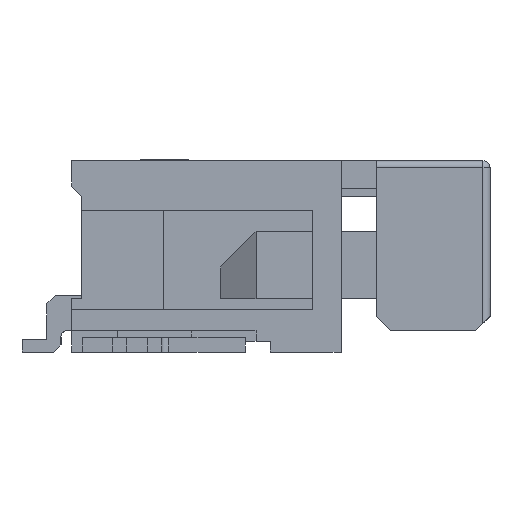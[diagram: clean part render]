
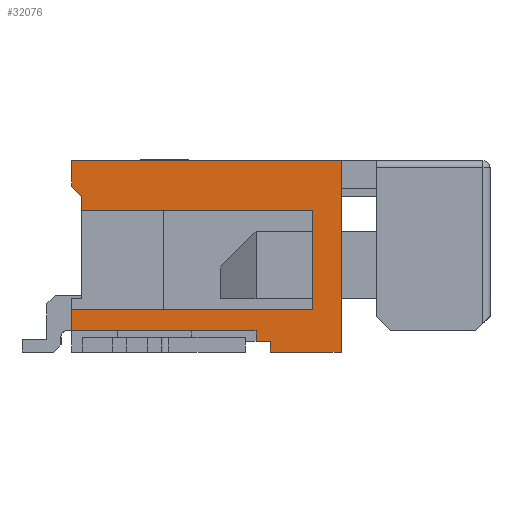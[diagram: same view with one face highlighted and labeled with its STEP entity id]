
A CAD part, left-side view. The second image highlights one B-rep face of the part: STEP entity #32076.
In plain terms, the highlighted planar face has unit normal (-1, 0, 0).
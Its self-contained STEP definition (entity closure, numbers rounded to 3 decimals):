
#2353 = CARTESIAN_POINT ( 'NONE',  ( -9.5, -0.2, 0.15 ) ) ;
#2752 = DIRECTION ( 'NONE',  ( 0., 0., -1. ) ) ;
#3445 = VECTOR ( 'NONE', #70374, 1000. ) ;
#4231 = ORIENTED_EDGE ( 'NONE', *, *, #9678, .T. ) ;
#7056 = CARTESIAN_POINT ( 'NONE',  ( -9.5, 2.6, 0.6 ) ) ;
#7450 = CARTESIAN_POINT ( 'NONE',  ( -9.5, 2.6, 2.7 ) ) ;
#9024 = VERTEX_POINT ( 'NONE', #79047 ) ;
#9678 = EDGE_CURVE ( 'NONE', #45795, #58813, #15709, .T. ) ;
#10132 = DIRECTION ( 'NONE',  ( 0., -1., 0. ) ) ;
#11027 = DIRECTION ( 'NONE',  ( 0., 1., 0. ) ) ;
#11714 = LINE ( 'NONE', #80085, #15788 ) ;
#14643 = CARTESIAN_POINT ( 'NONE',  ( -9.5, -1.2, 0. ) ) ;
#15076 = ORIENTED_EDGE ( 'NONE', *, *, #70191, .T. ) ;
#15709 = LINE ( 'NONE', #23655, #45667 ) ;
#15788 = VECTOR ( 'NONE', #74006, 1000. ) ;
#17509 = LINE ( 'NONE', #59996, #69592 ) ;
#18960 = CARTESIAN_POINT ( 'NONE',  ( -9.5, 0., 0.3 ) ) ;
#21009 = EDGE_CURVE ( 'NONE', #9024, #75309, #11714, .T. ) ;
#21082 = EDGE_LOOP ( 'NONE', ( #22311, #4231, #32596, #26974, #47869, #60191, #15076, #33043, #72594, #64646, #74434, #64650, #34331, #43802 ) ) ;
#21359 = VECTOR ( 'NONE', #77703, 1000. ) ;
#21478 = CARTESIAN_POINT ( 'NONE',  ( -9.5, 2.6, 0.3 ) ) ;
#21798 = DIRECTION ( 'NONE',  ( 0., -1., 0. ) ) ;
#22265 = LINE ( 'NONE', #46915, #39205 ) ;
#22311 = ORIENTED_EDGE ( 'NONE', *, *, #79862, .T. ) ;
#23077 = LINE ( 'NONE', #66339, #21359 ) ;
#23655 = CARTESIAN_POINT ( 'NONE',  ( -9.5, 0., 0.15 ) ) ;
#24128 = DIRECTION ( 'NONE',  ( 0., -1., 0. ) ) ;
#24796 = VERTEX_POINT ( 'NONE', #14643 ) ;
#25694 = VERTEX_POINT ( 'NONE', #34163 ) ;
#26974 = ORIENTED_EDGE ( 'NONE', *, *, #63576, .F. ) ;
#27164 = PLANE ( 'NONE',  #34102 ) ;
#27482 = CARTESIAN_POINT ( 'NONE',  ( -9.5, 0., 2.7 ) ) ;
#27760 = VERTEX_POINT ( 'NONE', #49789 ) ;
#29753 = EDGE_CURVE ( 'NONE', #42204, #51656, #40383, .T. ) ;
#30303 = DIRECTION ( 'NONE',  ( 0., 1., 0. ) ) ;
#30873 = VECTOR ( 'NONE', #11027, 1000. ) ;
#32076 = ADVANCED_FACE ( 'NONE', ( #46567 ), #27164, .T. ) ;
#32596 = ORIENTED_EDGE ( 'NONE', *, *, #47989, .F. ) ;
#33043 = ORIENTED_EDGE ( 'NONE', *, *, #21009, .T. ) ;
#33911 = LINE ( 'NONE', #65907, #71977 ) ;
#34102 = AXIS2_PLACEMENT_3D ( 'NONE', #70450, #46938, #10132 ) ;
#34163 = CARTESIAN_POINT ( 'NONE',  ( -9.5, -0.2, 0. ) ) ;
#34331 = ORIENTED_EDGE ( 'NONE', *, *, #70789, .T. ) ;
#34682 = VERTEX_POINT ( 'NONE', #37340 ) ;
#35297 = LINE ( 'NONE', #47057, #40357 ) ;
#37017 = LINE ( 'NONE', #7056, #77679 ) ;
#37139 = VECTOR ( 'NONE', #37622, 1000. ) ;
#37340 = CARTESIAN_POINT ( 'NONE',  ( -9.5, 0., 0.3 ) ) ;
#37622 = DIRECTION ( 'NONE',  ( 0., 0., 1. ) ) ;
#38678 = EDGE_CURVE ( 'NONE', #42204, #24796, #51309, .T. ) ;
#39205 = VECTOR ( 'NONE', #65160, 1000. ) ;
#39751 = CARTESIAN_POINT ( 'NONE',  ( -9.5, -0.8, 0.6 ) ) ;
#40357 = VECTOR ( 'NONE', #71749, 1000. ) ;
#40383 = LINE ( 'NONE', #27482, #74696 ) ;
#40817 = DIRECTION ( 'NONE',  ( 0., 0., 1. ) ) ;
#42194 = LINE ( 'NONE', #78596, #30873 ) ;
#42204 = VERTEX_POINT ( 'NONE', #74048 ) ;
#43802 = ORIENTED_EDGE ( 'NONE', *, *, #53979, .F. ) ;
#44510 = EDGE_CURVE ( 'NONE', #70663, #27760, #42194, .T. ) ;
#44636 = VECTOR ( 'NONE', #30303, 1000. ) ;
#45667 = VECTOR ( 'NONE', #21798, 1000. ) ;
#45795 = VERTEX_POINT ( 'NONE', #54054 ) ;
#46567 = FACE_OUTER_BOUND ( 'NONE', #21082, .T. ) ;
#46915 = CARTESIAN_POINT ( 'NONE',  ( -9.5, 2.6, 0. ) ) ;
#46938 = DIRECTION ( 'NONE',  ( -1., 0., 0. ) ) ;
#47057 = CARTESIAN_POINT ( 'NONE',  ( -9.5, 0., 0. ) ) ;
#47869 = ORIENTED_EDGE ( 'NONE', *, *, #38678, .F. ) ;
#47936 = EDGE_CURVE ( 'NONE', #75309, #27760, #50542, .T. ) ;
#47989 = EDGE_CURVE ( 'NONE', #25694, #58813, #33911, .T. ) ;
#48582 = EDGE_CURVE ( 'NONE', #60320, #70663, #69196, .T. ) ;
#49467 = VECTOR ( 'NONE', #2752, 1000. ) ;
#49695 = LINE ( 'NONE', #18960, #44636 ) ;
#49789 = CARTESIAN_POINT ( 'NONE',  ( -9.5, 2.459, 2. ) ) ;
#50542 = LINE ( 'NONE', #57829, #3445 ) ;
#51309 = LINE ( 'NONE', #76005, #49467 ) ;
#51656 = VERTEX_POINT ( 'NONE', #7450 ) ;
#53979 = EDGE_CURVE ( 'NONE', #34682, #55614, #49695, .T. ) ;
#54054 = CARTESIAN_POINT ( 'NONE',  ( -9.5, 0., 0.15 ) ) ;
#55614 = VERTEX_POINT ( 'NONE', #21478 ) ;
#55854 = CARTESIAN_POINT ( 'NONE',  ( -9.5, -0.8, 0.6 ) ) ;
#55945 = CARTESIAN_POINT ( 'NONE',  ( -9.5, 2.459, 2.2 ) ) ;
#57829 = CARTESIAN_POINT ( 'NONE',  ( -9.5, 2.459, 0. ) ) ;
#58813 = VERTEX_POINT ( 'NONE', #2353 ) ;
#59996 = CARTESIAN_POINT ( 'NONE',  ( -9.5, 0., 0.3 ) ) ;
#60191 = ORIENTED_EDGE ( 'NONE', *, *, #29753, .T. ) ;
#60320 = VERTEX_POINT ( 'NONE', #39751 ) ;
#63576 = EDGE_CURVE ( 'NONE', #24796, #25694, #35297, .T. ) ;
#64646 = ORIENTED_EDGE ( 'NONE', *, *, #44510, .F. ) ;
#64650 = ORIENTED_EDGE ( 'NONE', *, *, #73858, .F. ) ;
#65160 = DIRECTION ( 'NONE',  ( 0., 0., -1. ) ) ;
#65303 = DIRECTION ( 'NONE',  ( 0., 0., -1. ) ) ;
#65533 = VERTEX_POINT ( 'NONE', #73544 ) ;
#65907 = CARTESIAN_POINT ( 'NONE',  ( -9.5, -0.2, 0. ) ) ;
#66339 = CARTESIAN_POINT ( 'NONE',  ( -9.5, 2.6, 0. ) ) ;
#69196 = LINE ( 'NONE', #55854, #37139 ) ;
#69592 = VECTOR ( 'NONE', #65303, 1000. ) ;
#70191 = EDGE_CURVE ( 'NONE', #51656, #9024, #22265, .T. ) ;
#70374 = DIRECTION ( 'NONE',  ( 0., 0., -1. ) ) ;
#70450 = CARTESIAN_POINT ( 'NONE',  ( -9.5, 0., 0. ) ) ;
#70663 = VERTEX_POINT ( 'NONE', #76896 ) ;
#70789 = EDGE_CURVE ( 'NONE', #65533, #55614, #23077, .T. ) ;
#71537 = DIRECTION ( 'NONE',  ( 0., 1., 0. ) ) ;
#71749 = DIRECTION ( 'NONE',  ( 0., 1., 0. ) ) ;
#71977 = VECTOR ( 'NONE', #40817, 1000. ) ;
#72594 = ORIENTED_EDGE ( 'NONE', *, *, #47936, .T. ) ;
#73544 = CARTESIAN_POINT ( 'NONE',  ( -9.5, 2.6, 0.6 ) ) ;
#73858 = EDGE_CURVE ( 'NONE', #65533, #60320, #37017, .T. ) ;
#74006 = DIRECTION ( 'NONE',  ( 0., -0.707, -0.707 ) ) ;
#74048 = CARTESIAN_POINT ( 'NONE',  ( -9.5, -1.2, 2.7 ) ) ;
#74434 = ORIENTED_EDGE ( 'NONE', *, *, #48582, .F. ) ;
#74696 = VECTOR ( 'NONE', #71537, 1000. ) ;
#75309 = VERTEX_POINT ( 'NONE', #55945 ) ;
#76005 = CARTESIAN_POINT ( 'NONE',  ( -9.5, -1.2, 0. ) ) ;
#76896 = CARTESIAN_POINT ( 'NONE',  ( -9.5, -0.8, 2. ) ) ;
#77679 = VECTOR ( 'NONE', #24128, 1000. ) ;
#77703 = DIRECTION ( 'NONE',  ( 0., 0., -1. ) ) ;
#78596 = CARTESIAN_POINT ( 'NONE',  ( -9.5, 2.6, 2. ) ) ;
#79047 = CARTESIAN_POINT ( 'NONE',  ( -9.5, 2.6, 2.341 ) ) ;
#79862 = EDGE_CURVE ( 'NONE', #34682, #45795, #17509, .T. ) ;
#80085 = CARTESIAN_POINT ( 'NONE',  ( -9.5, 0.129, -0.129 ) ) ;
